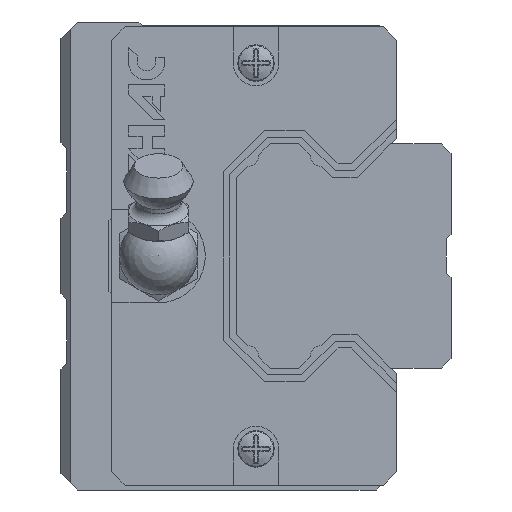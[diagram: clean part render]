
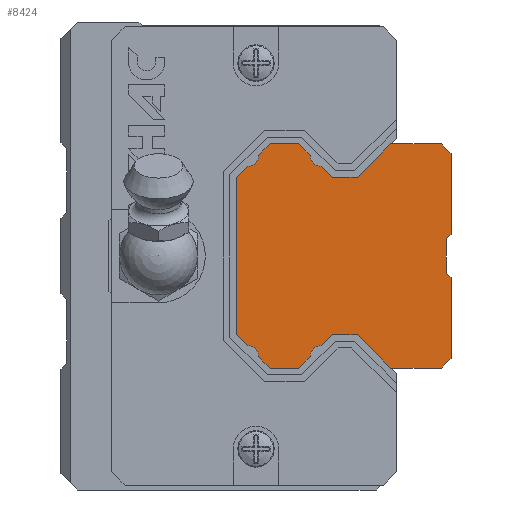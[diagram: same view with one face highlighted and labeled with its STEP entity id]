
A CAD part, left-side view. The second image highlights one B-rep face of the part: STEP entity #8424.
In plain terms, the highlighted planar face has unit normal (-1, 0, 0).
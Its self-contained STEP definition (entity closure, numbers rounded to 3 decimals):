
#238=CIRCLE('',#8993,1.129);
#239=CIRCLE('',#8994,1.129);
#240=CIRCLE('',#8995,1.129);
#241=CIRCLE('',#8996,1.129);
#461=ORIENTED_EDGE('',*,*,#2911,.T.);
#462=ORIENTED_EDGE('',*,*,#2868,.F.);
#463=ORIENTED_EDGE('',*,*,#2912,.F.);
#464=ORIENTED_EDGE('',*,*,#2913,.F.);
#465=ORIENTED_EDGE('',*,*,#2914,.F.);
#466=ORIENTED_EDGE('',*,*,#2915,.F.);
#467=ORIENTED_EDGE('',*,*,#2916,.F.);
#468=ORIENTED_EDGE('',*,*,#2917,.T.);
#469=ORIENTED_EDGE('',*,*,#2918,.F.);
#470=ORIENTED_EDGE('',*,*,#2919,.F.);
#471=ORIENTED_EDGE('',*,*,#2920,.F.);
#472=ORIENTED_EDGE('',*,*,#2921,.T.);
#473=ORIENTED_EDGE('',*,*,#2922,.F.);
#474=ORIENTED_EDGE('',*,*,#2923,.F.);
#475=ORIENTED_EDGE('',*,*,#2924,.F.);
#476=ORIENTED_EDGE('',*,*,#2925,.T.);
#477=ORIENTED_EDGE('',*,*,#2926,.F.);
#478=ORIENTED_EDGE('',*,*,#2927,.F.);
#479=ORIENTED_EDGE('',*,*,#2928,.F.);
#480=ORIENTED_EDGE('',*,*,#2929,.T.);
#481=ORIENTED_EDGE('',*,*,#2930,.F.);
#482=ORIENTED_EDGE('',*,*,#2931,.F.);
#483=ORIENTED_EDGE('',*,*,#2932,.F.);
#484=ORIENTED_EDGE('',*,*,#2933,.F.);
#485=ORIENTED_EDGE('',*,*,#2934,.F.);
#486=ORIENTED_EDGE('',*,*,#2876,.F.);
#487=ORIENTED_EDGE('',*,*,#2935,.T.);
#488=ORIENTED_EDGE('',*,*,#2936,.T.);
#2868=EDGE_CURVE('',#4094,#4095,#4931,.T.);
#2876=EDGE_CURVE('',#4102,#4103,#4936,.T.);
#2911=EDGE_CURVE('',#4135,#4095,#4964,.T.);
#2912=EDGE_CURVE('',#4136,#4094,#4965,.T.);
#2913=EDGE_CURVE('',#4137,#4136,#4966,.T.);
#2914=EDGE_CURVE('',#4138,#4137,#4967,.T.);
#2915=EDGE_CURVE('',#4139,#4138,#4968,.T.);
#2916=EDGE_CURVE('',#4140,#4139,#4969,.T.);
#2917=EDGE_CURVE('',#4140,#4141,#238,.T.);
#2918=EDGE_CURVE('',#4142,#4141,#4970,.T.);
#2919=EDGE_CURVE('',#4143,#4142,#4971,.T.);
#2920=EDGE_CURVE('',#4144,#4143,#4972,.T.);
#2921=EDGE_CURVE('',#4144,#4145,#239,.T.);
#2922=EDGE_CURVE('',#4146,#4145,#4973,.T.);
#2923=EDGE_CURVE('',#4147,#4146,#4974,.T.);
#2924=EDGE_CURVE('',#4148,#4147,#4975,.T.);
#2925=EDGE_CURVE('',#4148,#4149,#240,.T.);
#2926=EDGE_CURVE('',#4150,#4149,#4976,.T.);
#2927=EDGE_CURVE('',#4151,#4150,#4977,.T.);
#2928=EDGE_CURVE('',#4152,#4151,#4978,.T.);
#2929=EDGE_CURVE('',#4152,#4153,#241,.T.);
#2930=EDGE_CURVE('',#4154,#4153,#4979,.T.);
#2931=EDGE_CURVE('',#4155,#4154,#4980,.T.);
#2932=EDGE_CURVE('',#4156,#4155,#4981,.T.);
#2933=EDGE_CURVE('',#4157,#4156,#4982,.T.);
#2934=EDGE_CURVE('',#4103,#4157,#4983,.T.);
#2935=EDGE_CURVE('',#4102,#4158,#4984,.T.);
#2936=EDGE_CURVE('',#4158,#4135,#4985,.T.);
#4094=VERTEX_POINT('',#12050);
#4095=VERTEX_POINT('',#12052);
#4102=VERTEX_POINT('',#12067);
#4103=VERTEX_POINT('',#12069);
#4135=VERTEX_POINT('',#12138);
#4136=VERTEX_POINT('',#12140);
#4137=VERTEX_POINT('',#12142);
#4138=VERTEX_POINT('',#12144);
#4139=VERTEX_POINT('',#12146);
#4140=VERTEX_POINT('',#12148);
#4141=VERTEX_POINT('',#12150);
#4142=VERTEX_POINT('',#12152);
#4143=VERTEX_POINT('',#12154);
#4144=VERTEX_POINT('',#12156);
#4145=VERTEX_POINT('',#12158);
#4146=VERTEX_POINT('',#12160);
#4147=VERTEX_POINT('',#12162);
#4148=VERTEX_POINT('',#12164);
#4149=VERTEX_POINT('',#12166);
#4150=VERTEX_POINT('',#12168);
#4151=VERTEX_POINT('',#12170);
#4152=VERTEX_POINT('',#12172);
#4153=VERTEX_POINT('',#12174);
#4154=VERTEX_POINT('',#12176);
#4155=VERTEX_POINT('',#12178);
#4156=VERTEX_POINT('',#12180);
#4157=VERTEX_POINT('',#12182);
#4158=VERTEX_POINT('',#12185);
#4931=LINE('',#12051,#5928);
#4936=LINE('',#12068,#5933);
#4964=LINE('',#12137,#5961);
#4965=LINE('',#12139,#5962);
#4966=LINE('',#12141,#5963);
#4967=LINE('',#12143,#5964);
#4968=LINE('',#12145,#5965);
#4969=LINE('',#12147,#5966);
#4970=LINE('',#12151,#5967);
#4971=LINE('',#12153,#5968);
#4972=LINE('',#12155,#5969);
#4973=LINE('',#12159,#5970);
#4974=LINE('',#12161,#5971);
#4975=LINE('',#12163,#5972);
#4976=LINE('',#12167,#5973);
#4977=LINE('',#12169,#5974);
#4978=LINE('',#12171,#5975);
#4979=LINE('',#12175,#5976);
#4980=LINE('',#12177,#5977);
#4981=LINE('',#12179,#5978);
#4982=LINE('',#12181,#5979);
#4983=LINE('',#12183,#5980);
#4984=LINE('',#12184,#5981);
#4985=LINE('',#12186,#5982);
#5928=VECTOR('',#9674,1000.);
#5933=VECTOR('',#9687,1000.);
#5961=VECTOR('',#9733,1000.);
#5962=VECTOR('',#9734,1000.);
#5963=VECTOR('',#9735,1000.);
#5964=VECTOR('',#9736,1000.);
#5965=VECTOR('',#9737,1000.);
#5966=VECTOR('',#9738,1000.);
#5967=VECTOR('',#9741,1000.);
#5968=VECTOR('',#9742,1000.);
#5969=VECTOR('',#9743,1000.);
#5970=VECTOR('',#9746,1000.);
#5971=VECTOR('',#9747,1000.);
#5972=VECTOR('',#9748,1000.);
#5973=VECTOR('',#9751,1000.);
#5974=VECTOR('',#9752,1000.);
#5975=VECTOR('',#9753,1000.);
#5976=VECTOR('',#9756,1000.);
#5977=VECTOR('',#9757,1000.);
#5978=VECTOR('',#9758,1000.);
#5979=VECTOR('',#9759,1000.);
#5980=VECTOR('',#9760,1000.);
#5981=VECTOR('',#9761,1000.);
#5982=VECTOR('',#9762,1000.);
#6925=EDGE_LOOP('',(#461,#462,#463,#464,#465,#466,#467,#468,#469,#470,#471,
#472,#473,#474,#475,#476,#477,#478,#479,#480,#481,#482,#483,#484,#485,#486,
#487,#488));
#7484=FACE_BOUND('',#6925,.T.);
#8047=PLANE('',#8992);
#8424=ADVANCED_FACE('',(#7484),#8047,.F.);
#8992=AXIS2_PLACEMENT_3D('',#12136,#9731,#9732);
#8993=AXIS2_PLACEMENT_3D('',#12149,#9739,#9740);
#8994=AXIS2_PLACEMENT_3D('',#12157,#9744,#9745);
#8995=AXIS2_PLACEMENT_3D('',#12165,#9749,#9750);
#8996=AXIS2_PLACEMENT_3D('',#12173,#9754,#9755);
#9674=DIRECTION('',(0.,0.,-1.));
#9687=DIRECTION('',(0.,0.,-1.));
#9731=DIRECTION('',(1.,0.,0.));
#9732=DIRECTION('',(0.,0.,-1.));
#9733=DIRECTION('',(0.,-0.707,0.707));
#9734=DIRECTION('',(0.,-0.707,-0.707));
#9735=DIRECTION('',(0.,-1.,0.));
#9736=DIRECTION('',(0.,-0.707,0.707));
#9737=DIRECTION('',(0.,-1.,0.));
#9738=DIRECTION('',(0.,-0.707,-0.707));
#9739=DIRECTION('',(1.,0.,0.));
#9740=DIRECTION('',(0.,0.,-1.));
#9741=DIRECTION('',(0.,-0.707,-0.707));
#9742=DIRECTION('',(0.,-1.,0.));
#9743=DIRECTION('',(0.,-0.707,0.707));
#9744=DIRECTION('',(1.,0.,0.));
#9745=DIRECTION('',(0.,0.,-1.));
#9746=DIRECTION('',(0.,-0.707,0.707));
#9747=DIRECTION('',(0.,0.,1.));
#9748=DIRECTION('',(0.,0.707,0.707));
#9749=DIRECTION('',(1.,0.,0.));
#9750=DIRECTION('',(0.,0.,-1.));
#9751=DIRECTION('',(0.,0.707,0.707));
#9752=DIRECTION('',(0.,1.,0.));
#9753=DIRECTION('',(0.,0.707,-0.707));
#9754=DIRECTION('',(1.,0.,0.));
#9755=DIRECTION('',(0.,0.,-1.));
#9756=DIRECTION('',(0.,0.707,-0.707));
#9757=DIRECTION('',(0.,1.,0.));
#9758=DIRECTION('',(0.,0.707,0.707));
#9759=DIRECTION('',(0.,1.,0.));
#9760=DIRECTION('',(0.,0.707,-0.707));
#9761=DIRECTION('',(0.,0.707,0.707));
#9762=DIRECTION('',(0.,0.,1.));
#12050=CARTESIAN_POINT('',(-75.,0.,10.5));
#12051=CARTESIAN_POINT('',(-75.,0.,10.5));
#12052=CARTESIAN_POINT('',(-75.,0.,2.25));
#12067=CARTESIAN_POINT('',(-75.,0.,-2.25));
#12068=CARTESIAN_POINT('',(-75.,0.,10.5));
#12069=CARTESIAN_POINT('',(-75.,0.,-10.5));
#12136=CARTESIAN_POINT('',(-75.,13.327,10.333));
#12137=CARTESIAN_POINT('',(-75.,0.5,1.75));
#12138=CARTESIAN_POINT('',(-75.,0.5,1.75));
#12139=CARTESIAN_POINT('',(-75.,1.,11.5));
#12140=CARTESIAN_POINT('',(-75.,1.,11.5));
#12141=CARTESIAN_POINT('',(-75.,6.175,11.5));
#12142=CARTESIAN_POINT('',(-75.,6.175,11.5));
#12143=CARTESIAN_POINT('',(-75.,9.619,8.056));
#12144=CARTESIAN_POINT('',(-75.,9.619,8.056));
#12145=CARTESIAN_POINT('',(-75.,12.16,8.056));
#12146=CARTESIAN_POINT('',(-75.,12.16,8.056));
#12147=CARTESIAN_POINT('',(-75.,13.308,9.204));
#12148=CARTESIAN_POINT('',(-75.,13.308,9.204));
#12149=CARTESIAN_POINT('',(-75.,13.327,10.333));
#12150=CARTESIAN_POINT('',(-75.,14.456,10.352));
#12151=CARTESIAN_POINT('',(-75.,15.604,11.5));
#12152=CARTESIAN_POINT('',(-75.,15.604,11.5));
#12153=CARTESIAN_POINT('',(-75.,18.556,11.5));
#12154=CARTESIAN_POINT('',(-75.,18.556,11.5));
#12155=CARTESIAN_POINT('',(-75.,19.704,10.352));
#12156=CARTESIAN_POINT('',(-75.,19.704,10.352));
#12157=CARTESIAN_POINT('',(-75.,20.833,10.333));
#12158=CARTESIAN_POINT('',(-75.,20.852,9.204));
#12159=CARTESIAN_POINT('',(-75.,22.,8.056));
#12160=CARTESIAN_POINT('',(-75.,22.,8.056));
#12161=CARTESIAN_POINT('',(-75.,22.,-8.056));
#12162=CARTESIAN_POINT('',(-75.,22.,-8.056));
#12163=CARTESIAN_POINT('',(-75.,20.852,-9.204));
#12164=CARTESIAN_POINT('',(-75.,20.852,-9.204));
#12165=CARTESIAN_POINT('',(-75.,20.833,-10.333));
#12166=CARTESIAN_POINT('',(-75.,19.704,-10.352));
#12167=CARTESIAN_POINT('',(-75.,18.556,-11.5));
#12168=CARTESIAN_POINT('',(-75.,18.556,-11.5));
#12169=CARTESIAN_POINT('',(-75.,15.604,-11.5));
#12170=CARTESIAN_POINT('',(-75.,15.604,-11.5));
#12171=CARTESIAN_POINT('',(-75.,14.456,-10.352));
#12172=CARTESIAN_POINT('',(-75.,14.456,-10.352));
#12173=CARTESIAN_POINT('',(-75.,13.327,-10.333));
#12174=CARTESIAN_POINT('',(-75.,13.308,-9.204));
#12175=CARTESIAN_POINT('',(-75.,12.16,-8.056));
#12176=CARTESIAN_POINT('',(-75.,12.16,-8.056));
#12177=CARTESIAN_POINT('',(-75.,9.619,-8.056));
#12178=CARTESIAN_POINT('',(-75.,9.619,-8.056));
#12179=CARTESIAN_POINT('',(-75.,6.175,-11.5));
#12180=CARTESIAN_POINT('',(-75.,6.175,-11.5));
#12181=CARTESIAN_POINT('',(-75.,1.,-11.5));
#12182=CARTESIAN_POINT('',(-75.,1.,-11.5));
#12183=CARTESIAN_POINT('',(-75.,0.,-10.5));
#12184=CARTESIAN_POINT('',(-75.,0.,-2.25));
#12185=CARTESIAN_POINT('',(-75.,0.5,-1.75));
#12186=CARTESIAN_POINT('',(-75.,0.5,-1.75));
